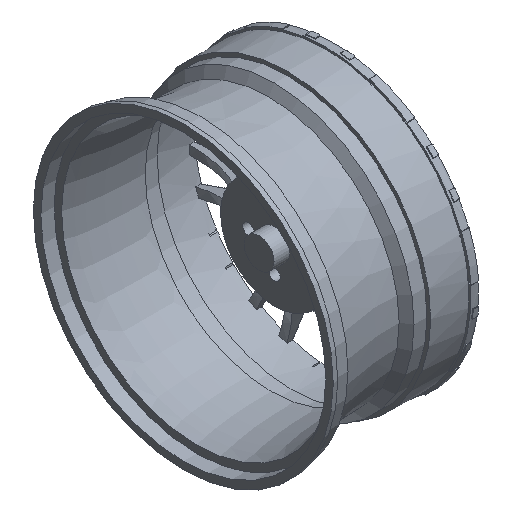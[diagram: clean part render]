
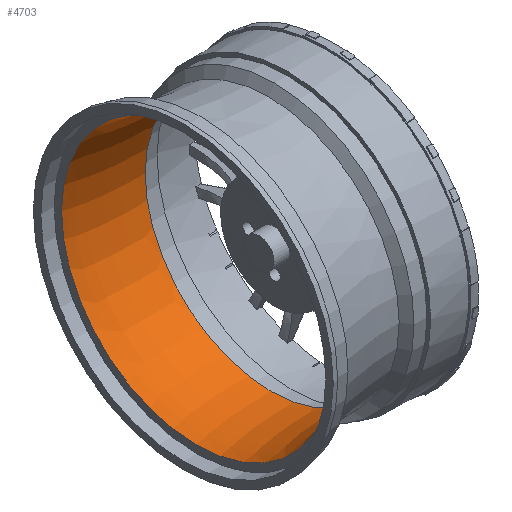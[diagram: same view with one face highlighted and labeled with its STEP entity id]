
A CAD part, isometric view. The second image highlights one B-rep face of the part: STEP entity #4703.
In plain terms, the highlighted free-form (B-spline) face has degree [5, 2] with [10, 9] control points.
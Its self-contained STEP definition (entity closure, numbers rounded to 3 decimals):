
#21=(
BOUNDED_CURVE()
B_SPLINE_CURVE(5,(#41203,#41204,#41205,#41206,#41207,#41208,#41209,#41210,
#41211,#41212),.UNSPECIFIED.,.F.,.F.)
B_SPLINE_CURVE_WITH_KNOTS((6,1,1,1,1,6),(0.,0.2,0.4,0.6,0.8,1.),
 .UNSPECIFIED.)
CURVE()
GEOMETRIC_REPRESENTATION_ITEM()
RATIONAL_B_SPLINE_CURVE((1.,1.,1.,1.,1.,1.,1.,1.,1.,1.))
REPRESENTATION_ITEM('')
);
#324=CIRCLE('',#5006,180.);
#325=CIRCLE('',#5007,168.);
#326=CIRCLE('',#5008,168.);
#760=(
BOUNDED_SURFACE()
B_SPLINE_SURFACE(5,2,((#41112,#41113,#41114,#41115,#41116,#41117,#41118,
#41119,#41120),(#41121,#41122,#41123,#41124,#41125,#41126,#41127,#41128,
#41129),(#41130,#41131,#41132,#41133,#41134,#41135,#41136,#41137,#41138),
(#41139,#41140,#41141,#41142,#41143,#41144,#41145,#41146,#41147),(#41148,
#41149,#41150,#41151,#41152,#41153,#41154,#41155,#41156),(#41157,#41158,
#41159,#41160,#41161,#41162,#41163,#41164,#41165),(#41166,#41167,#41168,
#41169,#41170,#41171,#41172,#41173,#41174),(#41175,#41176,#41177,#41178,
#41179,#41180,#41181,#41182,#41183),(#41184,#41185,#41186,#41187,#41188,
#41189,#41190,#41191,#41192),(#41193,#41194,#41195,#41196,#41197,#41198,
#41199,#41200,#41201)),.UNSPECIFIED.,.F.,.T.,.F.)
B_SPLINE_SURFACE_WITH_KNOTS((6,1,1,1,1,6),(3,2,2,2,3),(-1.,-0.8,-0.6,-0.4,
-0.2,0.),(0.,1.571,3.142,4.712,6.283),
 .UNSPECIFIED.)
GEOMETRIC_REPRESENTATION_ITEM()
RATIONAL_B_SPLINE_SURFACE(((1.,0.707,1.,0.707,1.,
0.707,1.,0.707,1.),(1.,0.707,1.,0.707,
1.,0.707,1.,0.707,1.),(1.,0.707,1.,
0.707,1.,0.707,1.,0.707,1.),(1.,0.707,
1.,0.707,1.,0.707,1.,0.707,1.),(1.,
0.707,1.,0.707,1.,0.707,1.,0.707,
1.),(1.,0.707,1.,0.707,1.,0.707,1.,
0.707,1.),(1.,0.707,1.,0.707,1.,0.707,
1.,0.707,1.),(1.,0.707,1.,0.707,1.,
0.707,1.,0.707,1.),(1.,0.707,1.,0.707,
1.,0.707,1.,0.707,1.),(1.,0.707,1.,
0.707,1.,0.707,1.,0.707,1.)))
REPRESENTATION_ITEM('')
SURFACE()
);
#998=FACE_OUTER_BOUND('',#1261,.T.);
#1261=EDGE_LOOP('',(#4363,#4364,#4365,#4366,#4367));
#2169=VERTEX_POINT('',#41110);
#2170=VERTEX_POINT('',#41202);
#2171=VERTEX_POINT('',#41213);
#2912=EDGE_CURVE('',#2169,#2169,#324,.T.);
#2913=EDGE_CURVE('',#2169,#2170,#21,.T.);
#2914=EDGE_CURVE('',#2171,#2170,#325,.T.);
#2915=EDGE_CURVE('',#2170,#2171,#326,.T.);
#4363=ORIENTED_EDGE('',*,*,#2913,.F.);
#4364=ORIENTED_EDGE('',*,*,#2912,.T.);
#4365=ORIENTED_EDGE('',*,*,#2913,.T.);
#4366=ORIENTED_EDGE('',*,*,#2914,.F.);
#4367=ORIENTED_EDGE('',*,*,#2915,.F.);
#4703=ADVANCED_FACE('',(#998),#760,.T.);
#5006=AXIS2_PLACEMENT_3D('',#41111,#5752,#5753);
#5007=AXIS2_PLACEMENT_3D('',#41214,#5754,#5755);
#5008=AXIS2_PLACEMENT_3D('',#41215,#5756,#5757);
#5752=DIRECTION('center_axis',(-1.,0.,0.));
#5753=DIRECTION('ref_axis',(0.,0.,1.));
#5754=DIRECTION('center_axis',(-1.,0.,0.));
#5755=DIRECTION('ref_axis',(0.,0.,1.));
#5756=DIRECTION('center_axis',(-1.,0.,0.));
#5757=DIRECTION('ref_axis',(0.,0.,1.));
#41110=CARTESIAN_POINT('',(-182.33,0.,180.));
#41111=CARTESIAN_POINT('Origin',(-182.33,0.,0.));
#41112=CARTESIAN_POINT('Ctrl Pts',(-82.9,0.,168.));
#41113=CARTESIAN_POINT('Ctrl Pts',(-82.9,168.,168.));
#41114=CARTESIAN_POINT('Ctrl Pts',(-82.9,168.,0.));
#41115=CARTESIAN_POINT('Ctrl Pts',(-82.9,168.,-168.));
#41116=CARTESIAN_POINT('Ctrl Pts',(-82.9,0.,-168.));
#41117=CARTESIAN_POINT('Ctrl Pts',(-82.9,-168.,-168.));
#41118=CARTESIAN_POINT('Ctrl Pts',(-82.9,-168.,0.));
#41119=CARTESIAN_POINT('Ctrl Pts',(-82.9,-168.,168.));
#41120=CARTESIAN_POINT('Ctrl Pts',(-82.9,0.,168.));
#41121=CARTESIAN_POINT('Ctrl Pts',(-86.92,0.,168.));
#41122=CARTESIAN_POINT('Ctrl Pts',(-86.92,168.,168.));
#41123=CARTESIAN_POINT('Ctrl Pts',(-86.92,168.,0.));
#41124=CARTESIAN_POINT('Ctrl Pts',(-86.92,168.,-168.));
#41125=CARTESIAN_POINT('Ctrl Pts',(-86.92,0.,-168.));
#41126=CARTESIAN_POINT('Ctrl Pts',(-86.92,-168.,-168.));
#41127=CARTESIAN_POINT('Ctrl Pts',(-86.92,-168.,0.));
#41128=CARTESIAN_POINT('Ctrl Pts',(-86.92,-168.,168.));
#41129=CARTESIAN_POINT('Ctrl Pts',(-86.92,0.,168.));
#41130=CARTESIAN_POINT('Ctrl Pts',(-94.824,0.,168.039));
#41131=CARTESIAN_POINT('Ctrl Pts',(-94.824,168.039,168.039));
#41132=CARTESIAN_POINT('Ctrl Pts',(-94.824,168.039,0.));
#41133=CARTESIAN_POINT('Ctrl Pts',(-94.824,168.039,-168.039));
#41134=CARTESIAN_POINT('Ctrl Pts',(-94.824,0.,-168.039));
#41135=CARTESIAN_POINT('Ctrl Pts',(-94.824,-168.039,
-168.039));
#41136=CARTESIAN_POINT('Ctrl Pts',(-94.824,-168.039,
0.));
#41137=CARTESIAN_POINT('Ctrl Pts',(-94.824,-168.039,
168.039));
#41138=CARTESIAN_POINT('Ctrl Pts',(-94.824,0.,168.039));
#41139=CARTESIAN_POINT('Ctrl Pts',(-106.27,0.,168.214));
#41140=CARTESIAN_POINT('Ctrl Pts',(-106.27,168.214,168.214));
#41141=CARTESIAN_POINT('Ctrl Pts',(-106.27,168.214,0.));
#41142=CARTESIAN_POINT('Ctrl Pts',(-106.27,168.214,-168.214));
#41143=CARTESIAN_POINT('Ctrl Pts',(-106.27,0.,-168.214));
#41144=CARTESIAN_POINT('Ctrl Pts',(-106.27,-168.214,
-168.214));
#41145=CARTESIAN_POINT('Ctrl Pts',(-106.27,-168.214,
0.));
#41146=CARTESIAN_POINT('Ctrl Pts',(-106.27,-168.214,
168.214));
#41147=CARTESIAN_POINT('Ctrl Pts',(-106.27,0.,168.214));
#41148=CARTESIAN_POINT('Ctrl Pts',(-120.925,0.,168.733));
#41149=CARTESIAN_POINT('Ctrl Pts',(-120.925,168.733,168.733));
#41150=CARTESIAN_POINT('Ctrl Pts',(-120.925,168.733,0.));
#41151=CARTESIAN_POINT('Ctrl Pts',(-120.925,168.733,-168.733));
#41152=CARTESIAN_POINT('Ctrl Pts',(-120.925,0.,-168.733));
#41153=CARTESIAN_POINT('Ctrl Pts',(-120.925,-168.733,
-168.733));
#41154=CARTESIAN_POINT('Ctrl Pts',(-120.925,-168.733,
0.));
#41155=CARTESIAN_POINT('Ctrl Pts',(-120.925,-168.733,
168.733));
#41156=CARTESIAN_POINT('Ctrl Pts',(-120.925,0.,168.733));
#41157=CARTESIAN_POINT('Ctrl Pts',(-139.298,0.,170.287));
#41158=CARTESIAN_POINT('Ctrl Pts',(-139.298,170.287,170.287));
#41159=CARTESIAN_POINT('Ctrl Pts',(-139.298,170.287,0.));
#41160=CARTESIAN_POINT('Ctrl Pts',(-139.298,170.287,-170.287));
#41161=CARTESIAN_POINT('Ctrl Pts',(-139.298,0.,-170.287));
#41162=CARTESIAN_POINT('Ctrl Pts',(-139.298,-170.287,
-170.287));
#41163=CARTESIAN_POINT('Ctrl Pts',(-139.298,-170.287,
0.));
#41164=CARTESIAN_POINT('Ctrl Pts',(-139.298,-170.287,
170.287));
#41165=CARTESIAN_POINT('Ctrl Pts',(-139.298,0.,170.287));
#41166=CARTESIAN_POINT('Ctrl Pts',(-155.088,0.,172.841));
#41167=CARTESIAN_POINT('Ctrl Pts',(-155.088,172.841,172.841));
#41168=CARTESIAN_POINT('Ctrl Pts',(-155.088,172.841,0.));
#41169=CARTESIAN_POINT('Ctrl Pts',(-155.088,172.841,-172.841));
#41170=CARTESIAN_POINT('Ctrl Pts',(-155.088,0.,-172.841));
#41171=CARTESIAN_POINT('Ctrl Pts',(-155.088,-172.841,
-172.841));
#41172=CARTESIAN_POINT('Ctrl Pts',(-155.088,-172.841,
0.));
#41173=CARTESIAN_POINT('Ctrl Pts',(-155.088,-172.841,
172.841));
#41174=CARTESIAN_POINT('Ctrl Pts',(-155.088,0.,172.841));
#41175=CARTESIAN_POINT('Ctrl Pts',(-168.142,0.,175.901));
#41176=CARTESIAN_POINT('Ctrl Pts',(-168.142,175.901,175.901));
#41177=CARTESIAN_POINT('Ctrl Pts',(-168.142,175.901,0.));
#41178=CARTESIAN_POINT('Ctrl Pts',(-168.142,175.901,-175.901));
#41179=CARTESIAN_POINT('Ctrl Pts',(-168.142,0.,-175.901));
#41180=CARTESIAN_POINT('Ctrl Pts',(-168.142,-175.901,-175.901));
#41181=CARTESIAN_POINT('Ctrl Pts',(-168.142,-175.901,0.));
#41182=CARTESIAN_POINT('Ctrl Pts',(-168.142,-175.901,175.901));
#41183=CARTESIAN_POINT('Ctrl Pts',(-168.142,0.,175.901));
#41184=CARTESIAN_POINT('Ctrl Pts',(-177.493,0.,178.535));
#41185=CARTESIAN_POINT('Ctrl Pts',(-177.493,178.535,178.535));
#41186=CARTESIAN_POINT('Ctrl Pts',(-177.493,178.535,0.));
#41187=CARTESIAN_POINT('Ctrl Pts',(-177.493,178.535,-178.535));
#41188=CARTESIAN_POINT('Ctrl Pts',(-177.493,0.,-178.535));
#41189=CARTESIAN_POINT('Ctrl Pts',(-177.493,-178.535,
-178.535));
#41190=CARTESIAN_POINT('Ctrl Pts',(-177.493,-178.535,
0.));
#41191=CARTESIAN_POINT('Ctrl Pts',(-177.493,-178.535,
178.535));
#41192=CARTESIAN_POINT('Ctrl Pts',(-177.493,0.,178.535));
#41193=CARTESIAN_POINT('Ctrl Pts',(-182.33,0.,180.));
#41194=CARTESIAN_POINT('Ctrl Pts',(-182.33,180.,180.));
#41195=CARTESIAN_POINT('Ctrl Pts',(-182.33,180.,0.));
#41196=CARTESIAN_POINT('Ctrl Pts',(-182.33,180.,-180.));
#41197=CARTESIAN_POINT('Ctrl Pts',(-182.33,0.,-180.));
#41198=CARTESIAN_POINT('Ctrl Pts',(-182.33,-180.,-180.));
#41199=CARTESIAN_POINT('Ctrl Pts',(-182.33,-180.,0.));
#41200=CARTESIAN_POINT('Ctrl Pts',(-182.33,-180.,180.));
#41201=CARTESIAN_POINT('Ctrl Pts',(-182.33,0.,180.));
#41202=CARTESIAN_POINT('',(-82.9,0.,168.));
#41203=CARTESIAN_POINT('Ctrl Pts',(-182.33,0.,180.));
#41204=CARTESIAN_POINT('Ctrl Pts',(-177.493,0.,178.535));
#41205=CARTESIAN_POINT('Ctrl Pts',(-168.142,0.,175.901));
#41206=CARTESIAN_POINT('Ctrl Pts',(-155.088,0.,172.841));
#41207=CARTESIAN_POINT('Ctrl Pts',(-139.298,0.,170.287));
#41208=CARTESIAN_POINT('Ctrl Pts',(-120.925,0.,168.733));
#41209=CARTESIAN_POINT('Ctrl Pts',(-106.27,0.,168.214));
#41210=CARTESIAN_POINT('Ctrl Pts',(-94.824,0.,168.039));
#41211=CARTESIAN_POINT('Ctrl Pts',(-86.92,0.,168.));
#41212=CARTESIAN_POINT('Ctrl Pts',(-82.9,0.,168.));
#41213=CARTESIAN_POINT('',(-82.9,0.,-168.));
#41214=CARTESIAN_POINT('Origin',(-82.9,0.,0.));
#41215=CARTESIAN_POINT('Origin',(-82.9,0.,0.));
